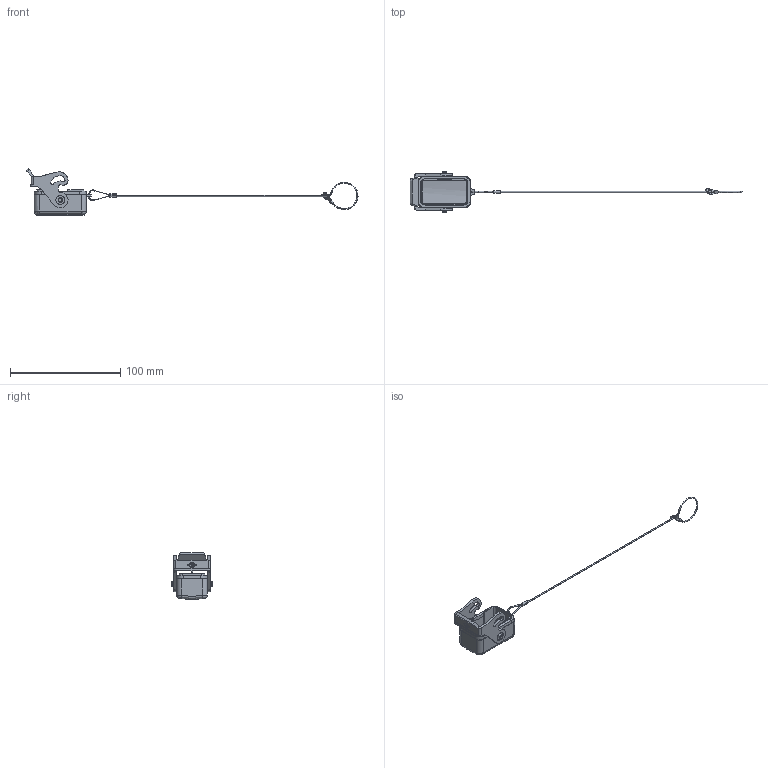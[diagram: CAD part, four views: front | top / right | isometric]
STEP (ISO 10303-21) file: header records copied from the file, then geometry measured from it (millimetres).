
FILE_DESCRIPTION(('Creo Elements/Direct Modeling STEP Export'),'2;1');
FILE_NAME('0lndrp34skmrm2e4060','2019-09-09T13:46:48',(''),(''),'Creo Elements/Direct Modeling STEP processor for AP214 (Solid Model)','Creo Elements/Direct Modeling 20.1B 02-Apr-2019 (C) Parametric Technology GmbH','');
FILE_SCHEMA(('AUTOMOTIVE_DESIGN { 1 0 10303 214 1 1 1 1 }'));
Length unit declared in the file: millimetre
Products named in the file (2): CXP_01_CLG
Assembly tree (1 placements, depth 2):
  CXP_01_CLG
    CXP_01_CLG
Bounding box: 301.77 x 37 x 42.6 mm (x, y, z)
Volume: 15170.5 mm3; surface area: 14060.1 mm2
Topology: 1 solids, 1 shells, 220 faces, 659 edges, 464 vertices
Faces by surface type: cylinder 104, plane 90, torus 16, bspline 10
Entity records: 13057 total; most frequent: CARTESIAN_POINT 7010, ORIENTED_EDGE 1318, DIRECTION 1167, EDGE_CURVE 659, VERTEX_POINT 464, AXIS2_PLACEMENT_3D 424, VECTOR 319, LINE 319
